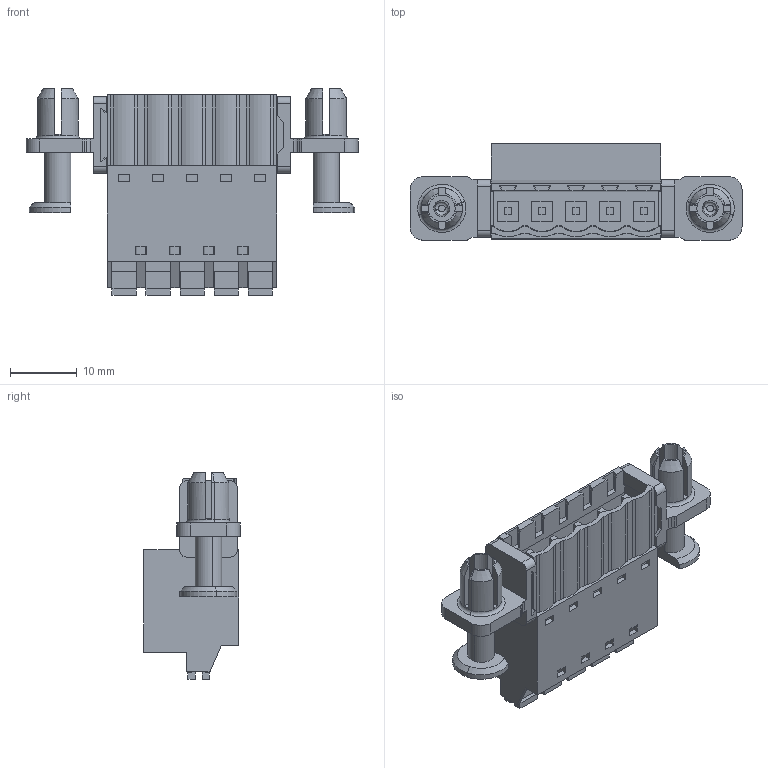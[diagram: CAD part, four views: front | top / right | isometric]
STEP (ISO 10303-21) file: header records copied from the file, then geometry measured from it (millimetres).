
FILE_DESCRIPTION(('CATIA V5 STEP Exchange','CAx-IF Rec.Pracs.--- Model Styling and Organization---1.4--- 2014-01-23'),'2;1');
FILE_NAME ('012340-1_0_1353620000_1353620000.stp','2022-05-18T13:55:59+00:00',('none'),('Weidmueller'),'CATIA Version 5-6 Release 2016 SP3 HF44','CATIA V5 STEP AP214','none');
FILE_SCHEMA(('AUTOMOTIVE_DESIGN { 1 0 10303 214 1 1 1 1 }'));
Length unit declared in the file: millimetre
Products named in the file (1): 1353620000
Bounding box: 49.6 x 14.41 x 30.85 mm (x, y, z)
Volume: 6761.7 mm3; surface area: 7338.5 mm2
Topology: 13 solids, 13 shells, 683 faces, 1828 edges, 1200 vertices
Faces by surface type: plane 562, cylinder 83, cone 20, extrusion 10, torus 8
Entity records: 20544 total; most frequent: CARTESIAN_POINT 4209, ORIENTED_EDGE 3656, DIRECTION 2668, EDGE_CURVE 1828, VECTOR 1563, LINE 1553, VERTEX_POINT 1200, EDGE_LOOP 738
